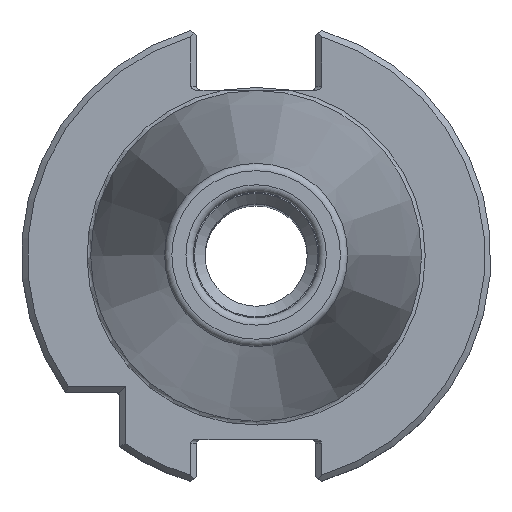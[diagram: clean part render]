
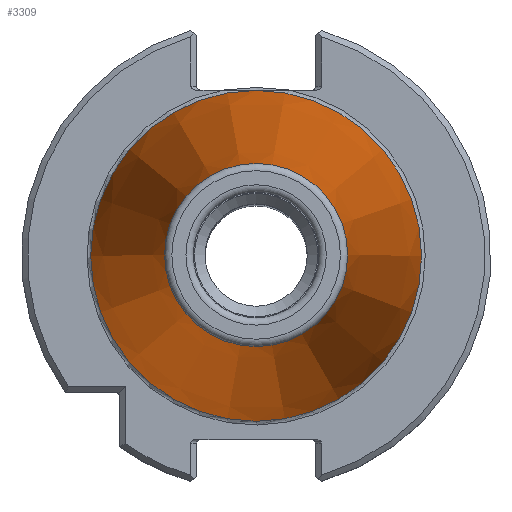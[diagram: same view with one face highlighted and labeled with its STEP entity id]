
A CAD part, top view. The second image highlights one B-rep face of the part: STEP entity #3309.
In plain terms, the highlighted conical face has half-angle 8.297 degrees and reference radius 22.395 mm.
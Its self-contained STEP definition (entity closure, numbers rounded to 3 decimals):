
#413=CONICAL_SURFACE('',#3534,22.395,0.145);
#583=ORIENTED_EDGE('',*,*,#1103,.F.);
#584=ORIENTED_EDGE('',*,*,#1133,.T.);
#1103=EDGE_CURVE('',#1417,#1417,#1640,.T.);
#1133=EDGE_CURVE('',#1439,#1439,#1650,.T.);
#1417=VERTEX_POINT('',#4535);
#1439=VERTEX_POINT('',#4678);
#1640=CIRCLE('',#3514,12.397);
#1650=CIRCLE('',#3535,22.395);
#1821=EDGE_LOOP('',(#583));
#1822=EDGE_LOOP('',(#584));
#2044=FACE_BOUND('',#1821,.T.);
#2045=FACE_BOUND('',#1822,.T.);
#3309=ADVANCED_FACE('',(#2044,#2045),#413,.T.);
#3514=AXIS2_PLACEMENT_3D('',#4534,#3917,#3918);
#3534=AXIS2_PLACEMENT_3D('',#4676,#3957,#3958);
#3535=AXIS2_PLACEMENT_3D('',#4677,#3959,#3960);
#3917=DIRECTION('',(0.,0.,1.));
#3918=DIRECTION('',(1.,0.,0.));
#3957=DIRECTION('',(0.,0.,-1.));
#3958=DIRECTION('',(-1.,0.,0.));
#3959=DIRECTION('',(0.,0.,1.));
#3960=DIRECTION('',(1.,0.,0.));
#4534=CARTESIAN_POINT('',(0.,0.,67.394));
#4535=CARTESIAN_POINT('',(12.397,0.,67.394));
#4676=CARTESIAN_POINT('',(0.,0.,-1.163));
#4677=CARTESIAN_POINT('',(0.,0.,-1.163));
#4678=CARTESIAN_POINT('',(22.395,0.,-1.163));
